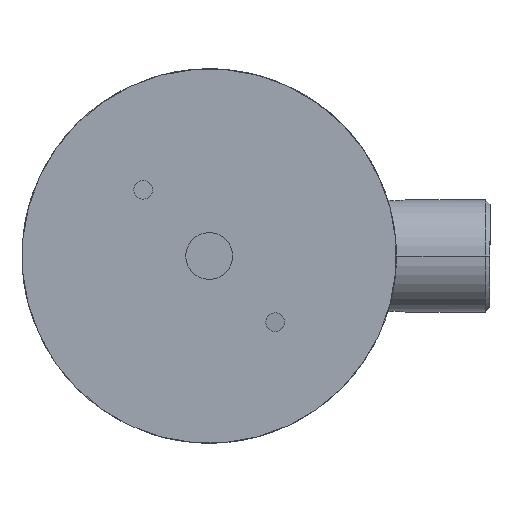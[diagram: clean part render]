
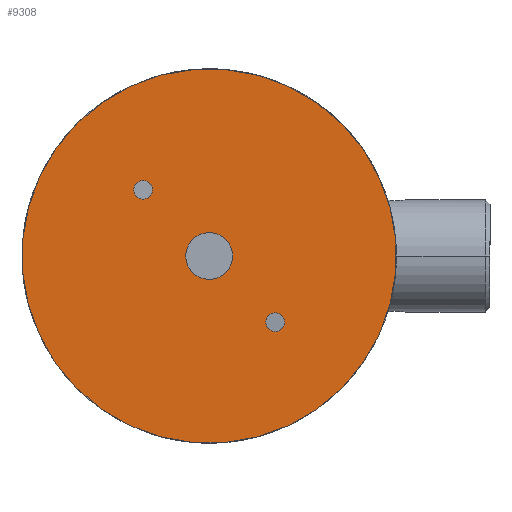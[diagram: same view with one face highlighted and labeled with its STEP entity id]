
A CAD part, front view. The second image highlights one B-rep face of the part: STEP entity #9308.
In plain terms, the highlighted planar face has unit normal (0, -1, 0).
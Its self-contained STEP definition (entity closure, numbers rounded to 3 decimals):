
#164 = ORIENTED_EDGE ( 'NONE', *, *, #2067, .F. ) ;
#291 = ORIENTED_EDGE ( 'NONE', *, *, #9733, .F. ) ;
#458 = DIRECTION ( 'NONE',  ( 0., 1., 0. ) ) ;
#1008 = DIRECTION ( 'NONE',  ( 0., -1., 0. ) ) ;
#1217 = DIRECTION ( 'NONE',  ( 0.706, 0., -0.708 ) ) ;
#1223 = CIRCLE ( 'NONE', #9674, 1. ) ;
#1338 = CARTESIAN_POINT ( 'NONE',  ( -7.769, 0., 7.788 ) ) ;
#1779 = FACE_BOUND ( 'NONE', #8768, .T. ) ;
#1925 = EDGE_CURVE ( 'NONE', #7694, #13106, #9737, .T. ) ;
#2067 = EDGE_CURVE ( 'NONE', #11031, #11814, #9238, .T. ) ;
#2242 = ORIENTED_EDGE ( 'NONE', *, *, #13235, .F. ) ;
#2395 = AXIS2_PLACEMENT_3D ( 'NONE', #4438, #11603, #7311 ) ;
#2733 = CARTESIAN_POINT ( 'NONE',  ( -6.356, 0., 6.372 ) ) ;
#2762 = VERTEX_POINT ( 'NONE', #1338 ) ;
#2797 = DIRECTION ( 'NONE',  ( -0.706, 0., 0.708 ) ) ;
#3517 = CARTESIAN_POINT ( 'NONE',  ( 14.125, 0., -14.16 ) ) ;
#3625 = CARTESIAN_POINT ( 'NONE',  ( 6.356, 0., -6.372 ) ) ;
#3940 = AXIS2_PLACEMENT_3D ( 'NONE', #4098, #12513, #6358 ) ;
#4098 = CARTESIAN_POINT ( 'NONE',  ( 0., 0., 0. ) ) ;
#4206 = DIRECTION ( 'NONE',  ( 0., 1., 0. ) ) ;
#4327 = CARTESIAN_POINT ( 'NONE',  ( 7.062, 0., -7.08 ) ) ;
#4390 = EDGE_CURVE ( 'NONE', #2762, #13885, #1223, .T. ) ;
#4438 = CARTESIAN_POINT ( 'NONE',  ( -7.062, 0., 7.08 ) ) ;
#4439 = DIRECTION ( 'NONE',  ( 0., 1., 0. ) ) ;
#4982 = AXIS2_PLACEMENT_3D ( 'NONE', #5144, #4206, #2797 ) ;
#5114 = DIRECTION ( 'NONE',  ( 0., -1., 0. ) ) ;
#5144 = CARTESIAN_POINT ( 'NONE',  ( 0., 0., 0. ) ) ;
#5173 = EDGE_CURVE ( 'NONE', #11814, #11031, #9839, .T. ) ;
#5290 = CARTESIAN_POINT ( 'NONE',  ( 0., 0., 0. ) ) ;
#5471 = CARTESIAN_POINT ( 'NONE',  ( 7.062, 0., -7.08 ) ) ;
#5664 = AXIS2_PLACEMENT_3D ( 'NONE', #4327, #7842, #12811 ) ;
#6358 = DIRECTION ( 'NONE',  ( 0.706, 0., -0.708 ) ) ;
#6476 = CARTESIAN_POINT ( 'NONE',  ( -14.125, 0., 14.16 ) ) ;
#6931 = CARTESIAN_POINT ( 'NONE',  ( -7.062, 0., 7.08 ) ) ;
#7235 = DIRECTION ( 'NONE',  ( 0.706, 0., -0.708 ) ) ;
#7311 = DIRECTION ( 'NONE',  ( 0.706, 0., -0.708 ) ) ;
#7628 = FACE_BOUND ( 'NONE', #11938, .T. ) ;
#7694 = VERTEX_POINT ( 'NONE', #10126 ) ;
#7831 = EDGE_CURVE ( 'NONE', #13885, #2762, #14841, .T. ) ;
#7842 = DIRECTION ( 'NONE',  ( 0., -1., 0. ) ) ;
#8167 = ORIENTED_EDGE ( 'NONE', *, *, #4390, .F. ) ;
#8461 = ORIENTED_EDGE ( 'NONE', *, *, #1925, .F. ) ;
#8471 = CARTESIAN_POINT ( 'NONE',  ( 0., 0., 0. ) ) ;
#8696 = EDGE_LOOP ( 'NONE', ( #2242, #10115 ) ) ;
#8768 = EDGE_LOOP ( 'NONE', ( #8461, #291 ) ) ;
#8884 = DIRECTION ( 'NONE',  ( -0.706, 0., 0.708 ) ) ;
#8890 = CIRCLE ( 'NONE', #5664, 1. ) ;
#9072 = ORIENTED_EDGE ( 'NONE', *, *, #7831, .F. ) ;
#9189 = CARTESIAN_POINT ( 'NONE',  ( 0., 0., 0. ) ) ;
#9238 = CIRCLE ( 'NONE', #4982, 20. ) ;
#9308 = ADVANCED_FACE ( 'NONE', ( #11048, #1779, #7628, #12375 ), #12224, .F. ) ;
#9674 = AXIS2_PLACEMENT_3D ( 'NONE', #6931, #1008, #7235 ) ;
#9733 = EDGE_CURVE ( 'NONE', #13106, #7694, #8890, .T. ) ;
#9737 = CIRCLE ( 'NONE', #11229, 1. ) ;
#9839 = CIRCLE ( 'NONE', #15310, 20. ) ;
#10099 = EDGE_LOOP ( 'NONE', ( #164, #14627 ) ) ;
#10115 = ORIENTED_EDGE ( 'NONE', *, *, #13084, .F. ) ;
#10126 = CARTESIAN_POINT ( 'NONE',  ( 7.769, 0., -7.788 ) ) ;
#10219 = DIRECTION ( 'NONE',  ( 0., -1., 0. ) ) ;
#11031 = VERTEX_POINT ( 'NONE', #3517 ) ;
#11048 = FACE_BOUND ( 'NONE', #8696, .T. ) ;
#11229 = AXIS2_PLACEMENT_3D ( 'NONE', #5471, #10219, #13803 ) ;
#11603 = DIRECTION ( 'NONE',  ( 0., -1., 0. ) ) ;
#11814 = VERTEX_POINT ( 'NONE', #6476 ) ;
#11938 = EDGE_LOOP ( 'NONE', ( #9072, #8167 ) ) ;
#12158 = AXIS2_PLACEMENT_3D ( 'NONE', #8471, #5114, #1217 ) ;
#12224 = PLANE ( 'NONE',  #14110 ) ;
#12375 = FACE_OUTER_BOUND ( 'NONE', #10099, .T. ) ;
#12409 = CIRCLE ( 'NONE', #3940, 2.5 ) ;
#12513 = DIRECTION ( 'NONE',  ( 0., -1., 0. ) ) ;
#12653 = CIRCLE ( 'NONE', #12158, 2.5 ) ;
#12811 = DIRECTION ( 'NONE',  ( 0.706, 0., -0.708 ) ) ;
#12869 = CARTESIAN_POINT ( 'NONE',  ( -1.766, 0., 1.77 ) ) ;
#13084 = EDGE_CURVE ( 'NONE', #13676, #14237, #12653, .T. ) ;
#13106 = VERTEX_POINT ( 'NONE', #3625 ) ;
#13235 = EDGE_CURVE ( 'NONE', #14237, #13676, #12409, .T. ) ;
#13542 = CARTESIAN_POINT ( 'NONE',  ( 1.766, 0., -1.77 ) ) ;
#13676 = VERTEX_POINT ( 'NONE', #12869 ) ;
#13803 = DIRECTION ( 'NONE',  ( 0.706, 0., -0.708 ) ) ;
#13885 = VERTEX_POINT ( 'NONE', #2733 ) ;
#14110 = AXIS2_PLACEMENT_3D ( 'NONE', #5290, #458, #14942 ) ;
#14237 = VERTEX_POINT ( 'NONE', #13542 ) ;
#14627 = ORIENTED_EDGE ( 'NONE', *, *, #5173, .F. ) ;
#14841 = CIRCLE ( 'NONE', #2395, 1. ) ;
#14942 = DIRECTION ( 'NONE',  ( -0.706, 0., 0.708 ) ) ;
#15310 = AXIS2_PLACEMENT_3D ( 'NONE', #9189, #4439, #8884 ) ;
